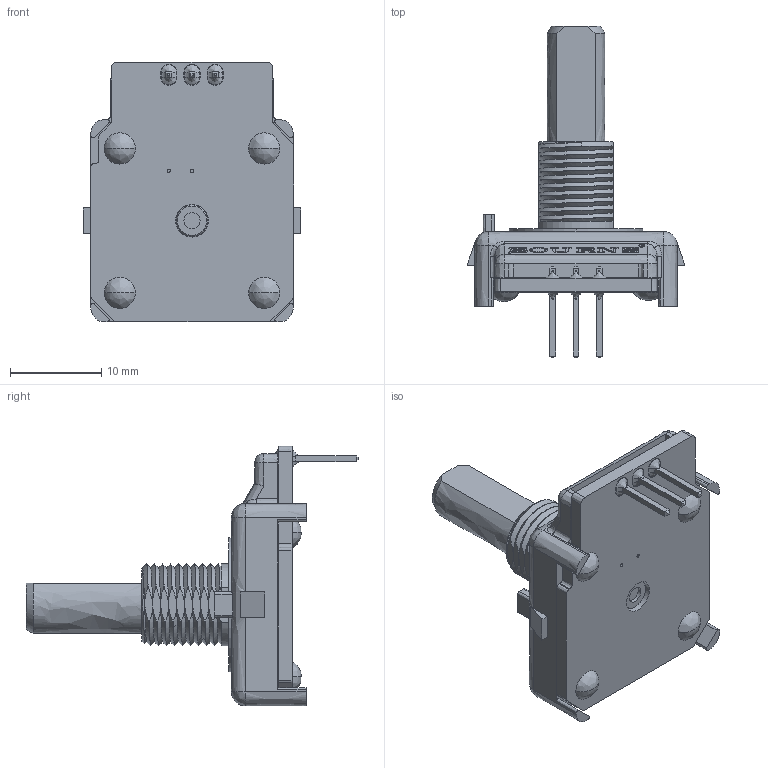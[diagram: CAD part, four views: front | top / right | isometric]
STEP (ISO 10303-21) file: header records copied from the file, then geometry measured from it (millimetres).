
FILE_DESCRIPTION((''),'2;1');
FILE_NAME('ECW1J-C28-AXXXXX','2008-05-28T',('RICKB'),('Bourns, Inc.'),'PRO/ENGINEER BY PARAMETRIC TECHNOLOGY CORPORATION, 2001200','PRO/ENGINEER BY PARAMETRIC TECHNOLOGY CORPORATION, 2001200','');
FILE_SCHEMA(('AUTOMOTIVE_DESIGN_CC2 { 1 2 10303 214 -1 1 5 2 }'));
Length unit declared in the file: inch
Products named in the file (1): ECW1J-C28-AXXXXX
Bounding box: 23.88 x 36.42 x 28.5 mm (x, y, z)
Volume: 4529 mm3; surface area: 2981.6 mm2
Topology: 1 solids, 12 shells, 595 faces, 1488 edges, 949 vertices
Faces by surface type: bspline 595
Entity records: 33442 total; most frequent: CARTESIAN_POINT 16835, ORIENTED_EDGE 2960, DIRECTION 1600, PRESENTATION_STYLE_ASSIGNMENT 1489, STYLED_ITEM 1481, CURVE_STYLE 1480, EDGE_CURVE 1480, VERTEX_POINT 949
